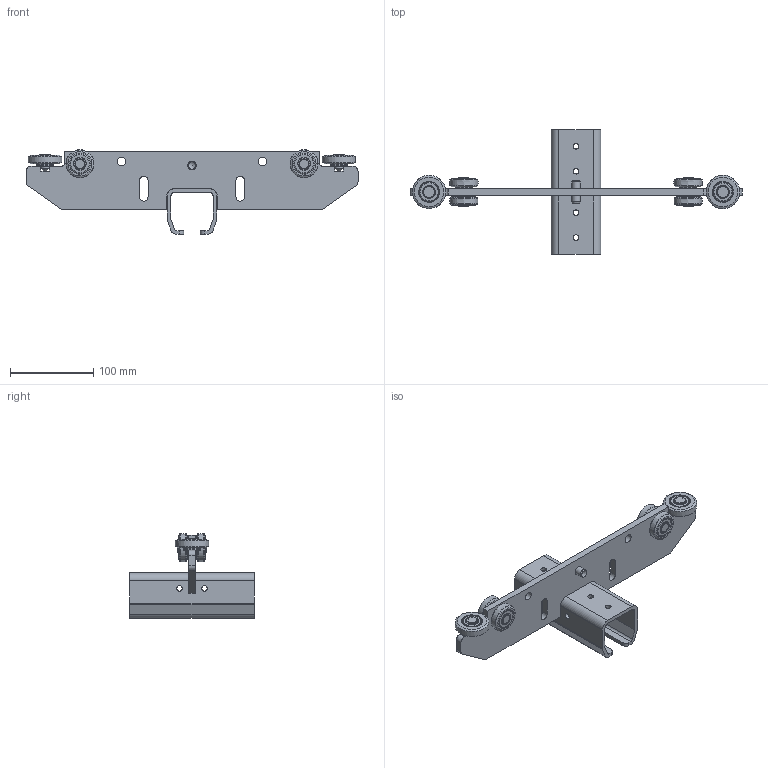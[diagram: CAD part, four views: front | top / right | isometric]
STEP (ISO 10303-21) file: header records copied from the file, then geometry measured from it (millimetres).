
FILE_DESCRIPTION(('STEP AP214'),'1');
FILE_NAME('PMH Åkvagn 1454.stp','2013-08-06T14:52:42',(' '),(' '),'Spatial InterOp 3D',' ',' ');
FILE_SCHEMA(('automotive_design'));
Length unit declared in the file: millimetre
Products named in the file (32): NAUO20; NAUO14; NAUO22; NAUO33; NAUO28; NAUO32; NAUO27; NAUO34; NAUO17; NAUO1; NAUO2; NAUO13; NAUO4; NAUO12; NAUO31; NAUO8; PMH Profilskena akvagn 1454 
Assembly tree (88 placements, depth 4):
  PMH Profilskena akvagn 1454 
    NAUO20
      NAUO14
      NAUO22  x2
      NAUO33  x2
      NAUO28  x2
      NAUO32  x4
      NAUO32  x4
      NAUO32  x4
      NAUO32  x4
      NAUO32  x4
      NAUO32  x4
      NAUO32  x4
      NAUO32  x4
      NAUO32  x4
      NAUO32  x4
      NAUO32  x4
      NAUO32  x4
      NAUO32  x4
      NAUO32  x4
      NAUO27
      NAUO34
      NAUO17  x2
        NAUO1
        NAUO1
        NAUO2
        NAUO2
        NAUO13
        NAUO4
        NAUO12
      NAUO31  x6
        NAUO8
Bounding box: 400 x 150 x 101.98 mm (x, y, z)
Volume: 353457.3 mm3; surface area: 162158.8 mm2
Topology: 97 solids, 97 shells, 530 faces, 1058 edges, 664 vertices
Faces by surface type: plane 178, cylinder 176, cone 70, torus 52, sphere 46, bspline 8
Full cylindrical faces by diameter (mm): 6.8 x8, 9.98 x2, 10 x9, 10.2 x5, 10.5 x8, 15.3 x16, 15.5 x8, 16.5 x4, 16.8 x8, 17.9 x12, 19.5 x6, 20 x2, 22.1 x12, 23.5 x8, 23.51 x4, 24.85 x4, 25.1 x8, 25.25 x8, 25.5 x16
Entity records: 8833 total; most frequent: DIRECTION 1228, CARTESIAN_POINT 1105, ORIENTED_EDGE 740, AXIS2_PLACEMENT_3D 537, EDGE_LOOP 398, EDGE_CURVE 370, FACE_OUTER_BOUND 302, VERTEX_POINT 302
